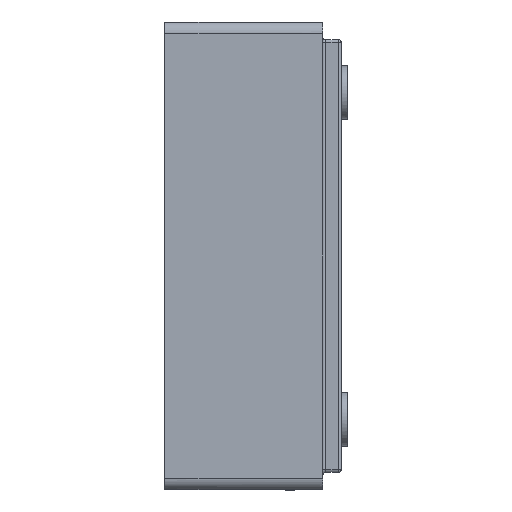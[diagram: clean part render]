
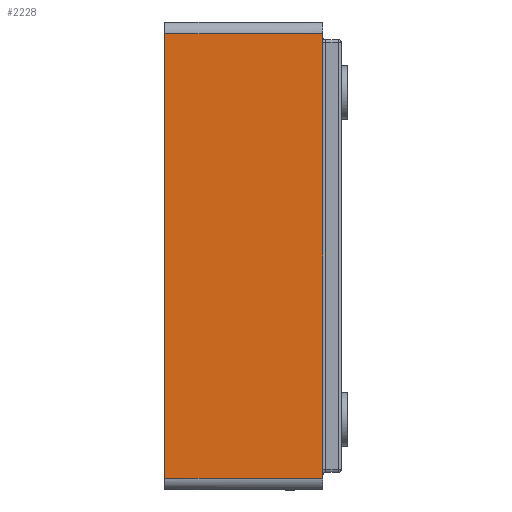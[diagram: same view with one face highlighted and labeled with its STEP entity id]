
A CAD part, left-side view. The second image highlights one B-rep face of the part: STEP entity #2228.
In plain terms, the highlighted free-form (B-spline) face has degree [1, 1] with [2, 2] control points.
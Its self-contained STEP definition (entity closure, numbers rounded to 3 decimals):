
#1208 = VERTEX_POINT('',#1209);
#1209 = CARTESIAN_POINT('',(-124.456,39.302,
    -55.314));
#1215 = EDGE_CURVE('',#1208,#1216,#1218,.T.);
#1216 = VERTEX_POINT('',#1217);
#1217 = CARTESIAN_POINT('',(-124.456,39.302,
    55.314));
#1218 = B_SPLINE_CURVE_WITH_KNOTS('',1,(#1219,#1220),.UNSPECIFIED.,.F.,
  .F.,(2,2),(-78.,-2.),.PIECEWISE_BEZIER_KNOTS.);
#1219 = CARTESIAN_POINT('',(-124.456,39.302,
    -55.314));
#1220 = CARTESIAN_POINT('',(-124.456,39.302,
    55.314));
#1670 = EDGE_CURVE('',#1671,#1673,#1675,.T.);
#1671 = VERTEX_POINT('',#1672);
#1672 = CARTESIAN_POINT('',(-124.456,0.,-55.314));
#1673 = VERTEX_POINT('',#1674);
#1674 = CARTESIAN_POINT('',(-124.456,0.,55.314));
#1675 = B_SPLINE_CURVE_WITH_KNOTS('',1,(#1676,#1677),.UNSPECIFIED.,.F.,
  .F.,(2,2),(-78.,-2.),.PIECEWISE_BEZIER_KNOTS.);
#1676 = CARTESIAN_POINT('',(-124.456,0.,-55.314));
#1677 = CARTESIAN_POINT('',(-124.456,0.,55.314));
#2228 = ADVANCED_FACE('',(#2229),#2243,.F.);
#2229 = FACE_BOUND('',#2230,.T.);
#2230 = EDGE_LOOP('',(#2231,#2232,#2237,#2238));
#2231 = ORIENTED_EDGE('',*,*,#1215,.F.);
#2232 = ORIENTED_EDGE('',*,*,#2233,.T.);
#2233 = EDGE_CURVE('',#1208,#1671,#2234,.T.);
#2234 = B_SPLINE_CURVE_WITH_KNOTS('',1,(#2235,#2236),.UNSPECIFIED.,.F.,
  .F.,(2,2),(0.,27.),.PIECEWISE_BEZIER_KNOTS.);
#2235 = CARTESIAN_POINT('',(-124.456,39.302,
    -55.314));
#2236 = CARTESIAN_POINT('',(-124.456,0.,-55.314));
#2237 = ORIENTED_EDGE('',*,*,#1670,.T.);
#2238 = ORIENTED_EDGE('',*,*,#2239,.T.);
#2239 = EDGE_CURVE('',#1673,#1216,#2240,.T.);
#2240 = B_SPLINE_CURVE_WITH_KNOTS('',1,(#2241,#2242),.UNSPECIFIED.,.F.,
  .F.,(2,2),(-27.,0.),.PIECEWISE_BEZIER_KNOTS.);
#2241 = CARTESIAN_POINT('',(-124.456,0.,55.314));
#2242 = CARTESIAN_POINT('',(-124.456,39.302,
    55.314));
#2243 = B_SPLINE_SURFACE_WITH_KNOTS('',1,1,(
    (#2244,#2245)
    ,(#2246,#2247
    )),.UNSPECIFIED.,.F.,.F.,.F.,(2,2),(2,2),(2.,78.),(-27.,0.),
  .PIECEWISE_BEZIER_KNOTS.);
#2244 = CARTESIAN_POINT('',(-124.456,0.,55.314));
#2245 = CARTESIAN_POINT('',(-124.456,39.302,
    55.314));
#2246 = CARTESIAN_POINT('',(-124.456,0.,-55.314));
#2247 = CARTESIAN_POINT('',(-124.456,39.302,
    -55.314));
